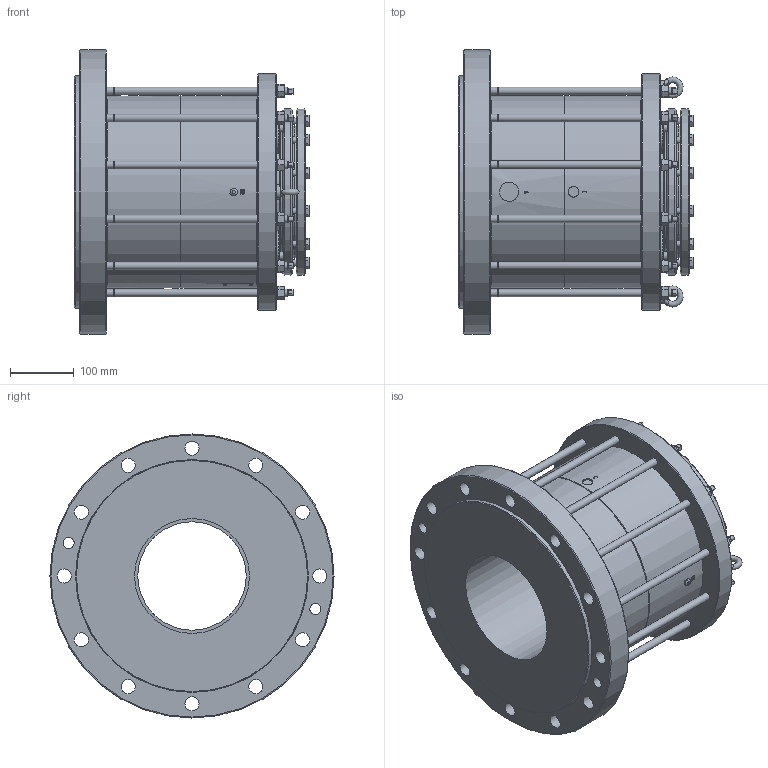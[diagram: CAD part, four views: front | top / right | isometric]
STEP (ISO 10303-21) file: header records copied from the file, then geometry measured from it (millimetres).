
FILE_DESCRIPTION(/* description */ ('Unknown'),/* implementation_level */ '2;1');
FILE_NAME(/* name */ '180mm',/* time_stamp */ '2023-04-13T15:44:22+01:00',/* author */ ('Unknown'),/* organization */ ('Unknown'),/* preprocessor_version */ 'ST-DEVELOPER v18.102',/* originating_system */ 'Solid Edge',/* authorisation */ 'Unknown');
FILE_SCHEMA (('AUTOMOTIVE_DESIGN {1 0 10303 214 3 1 1}'));
Length unit declared in the file: millimetre
Products named in the file (1): 180mm
Bounding box: 368.17 x 445.01 x 445.01 mm (x, y, z)
Volume: 20805119.5 mm3; surface area: 1211084.4 mm2
Topology: 1 solids, 1 shells, 1046 faces, 2589 edges, 1619 vertices
Faces by surface type: plane 436, cone 315, cylinder 219, bspline 40, torus 36
Full cylindrical faces by diameter (mm): 2.5 x8, 3.175 x1, 4.94 x1, 5 x2, 10 x12, 12 x48, 12.5 x1, 13 x4, 16.002 x1, 16.5 x1, 17.5 x2, 22 x14, 30 x2, 53.518 x4, 170 x2, 180 x1, 188.366 x1, 193.929 x1, 198.755 x1, 261.645 x2, 279.692 x1, 279.933 x1, 302 x2, 363.728 x1, 370.84 x1, 445.008 x1
Entity records: 38678 total; most frequent: CARTESIAN_POINT 8835, ORIENTED_EDGE 4484, DIRECTION 4468, EDGE_CURVE 2242, AXIS2_PLACEMENT_3D 1892, VERTEX_POINT 1495, FACE_BOUND 1459, EDGE_LOOP 1455
